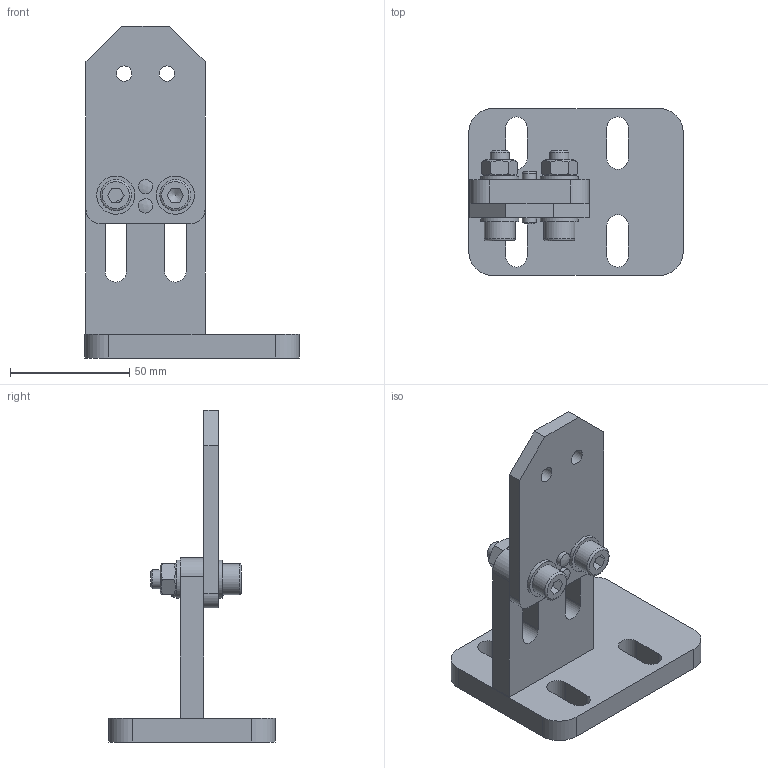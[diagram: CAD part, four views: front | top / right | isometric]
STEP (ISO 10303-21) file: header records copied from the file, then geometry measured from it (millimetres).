
FILE_DESCRIPTION(/* description */ (''),/* implementation_level */ '2;1');
FILE_NAME(/* name */ 'CMBL60.stp',/* time_stamp */ '2022-01-21T15:34:03+00:00',/* author */ ('Sandfield Engineering'),/* organization */ ('Sandfield Engineering'),/* preprocessor_version */ 'ST-DEVELOPER v18.1',/* originating_system */ 'Autodesk Inventor 2021',/* authorisation */ '');
FILE_SCHEMA (('AUTOMOTIVE_DESIGN { 1 0 10303 214 3 1 1 }'));
Length unit declared in the file: millimetre
Products named in the file (3): CMBL60; 60MM BASE DERIVED; MOUNTING BRACKET WITH FIXINGS 60MM TOWER DERIVED
Assembly tree (2 placements, depth 2):
  CMBL60
    60MM BASE DERIVED
    MOUNTING BRACKET WITH FIXINGS 60MM TOWER DERIVED
Bounding box: 90 x 70 x 139.35 mm (x, y, z)
Volume: 110046.9 mm3; surface area: 39056.6 mm2
Topology: 2 solids, 2 shells, 142 faces, 337 edges, 225 vertices
Faces by surface type: plane 82, cylinder 44, cone 12, torus 2, sphere 2
Full cylindrical faces by diameter (mm): 6 x4, 6.5 x2, 8 x6, 8.4 x4, 8.5 x2, 13 x2, 16 x4
Entity records: 4223 total; most frequent: CARTESIAN_POINT 791, DIRECTION 698, ORIENTED_EDGE 670, EDGE_CURVE 335, AXIS2_PLACEMENT_3D 258, VERTEX_POINT 225, EDGE_LOOP 186, LINE 182
